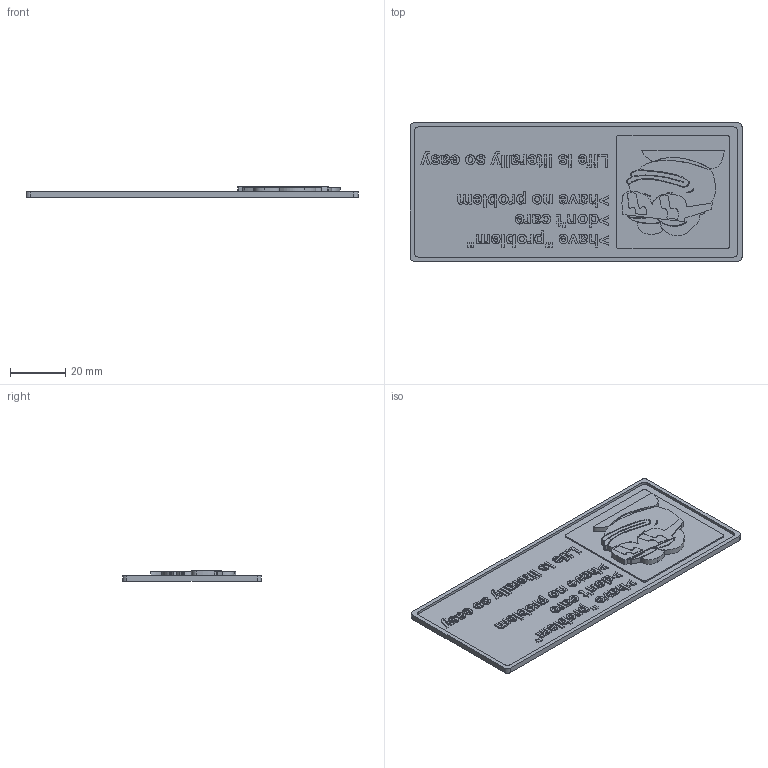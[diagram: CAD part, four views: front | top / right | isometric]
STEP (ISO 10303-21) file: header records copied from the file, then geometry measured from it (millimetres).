
FILE_DESCRIPTION(/* description */ (''),/* implementation_level */ '2;1');
FILE_NAME(/* name */ 'MemePepeLifeIsEasy.step',/* time_stamp */ '2025-03-31T04:56:52+02:00',/* author */ (''),/* organization */ (''),/* preprocessor_version */ 'ST-DEVELOPER v20.1',/* originating_system */ 'Autodesk Translation Framework v14.4.0.0',/* authorisation */ '');
FILE_SCHEMA (('AUTOMOTIVE_DESIGN { 1 0 10303 214 3 1 1 }'));
Products named in the file (3): Pepe; Backplate; Pepe_1
Assembly tree (2 placements, depth 2):
  Pepe
    Backplate
    Pepe_1
Bounding box: 120 x 50 x 3.9 mm (x, y, z)
Volume: 9265.1 mm3; surface area: 21105.1 mm2
Topology: 81 solids, 81 shells, 1589 faces, 4278 edges, 2852 vertices
Faces by surface type: bspline 931, plane 646, cylinder 12
Entity records: 56469 total; most frequent: CARTESIAN_POINT 23303, ORIENTED_EDGE 8556, EDGE_CURVE 4278, DIRECTION 3782, VERTEX_POINT 2852, LINE 2392, VECTOR 2392, EDGE_LOOP 1648
